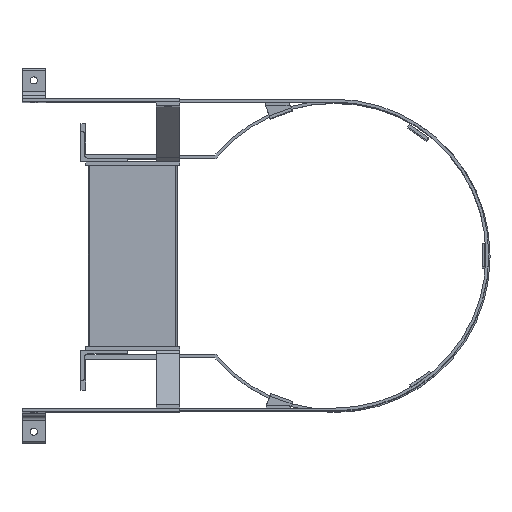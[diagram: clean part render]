
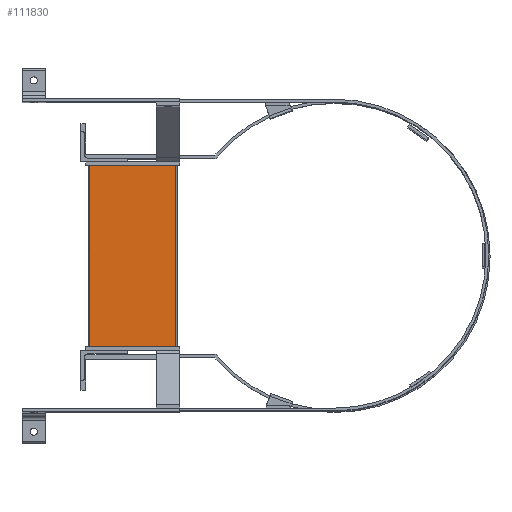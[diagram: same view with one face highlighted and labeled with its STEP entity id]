
A CAD part, top view. The second image highlights one B-rep face of the part: STEP entity #111830.
In plain terms, the highlighted face is planar.
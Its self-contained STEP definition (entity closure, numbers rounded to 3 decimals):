
#111830 = ADVANCED_FACE('',(#111831),#111845,.T.);
#111831 = FACE_BOUND('',#111832,.T.);
#111832 = EDGE_LOOP('',(#111833,#111856,#111872,#111888));
#111833 = ORIENTED_EDGE('',*,*,#111834,.F.);
#111834 = EDGE_CURVE('',#111835,#111837,#111839,.T.);
#111835 = VERTEX_POINT('',#111836);
#111836 = CARTESIAN_POINT('',(125.,192.,-388.));
#111837 = VERTEX_POINT('',#111838);
#111838 = CARTESIAN_POINT('',(125.,8.,-388.));
#111839 = SURFACE_CURVE('',#111840,(#111844),.PCURVE_S1.);
#111840 = LINE('',#111841,#111842);
#111841 = CARTESIAN_POINT('',(125.,192.,-388.));
#111842 = VECTOR('',#111843,1.);
#111843 = DIRECTION('',(0.,-1.,0.));
#111844 = PCURVE('',#111845,#111850);
#111845 = PLANE('',#111846);
#111846 = AXIS2_PLACEMENT_3D('',#111847,#111848,#111849);
#111847 = CARTESIAN_POINT('',(125.,100.,-196.));
#111848 = DIRECTION('',(1.,0.,0.));
#111849 = DIRECTION('',(0.,1.,0.));
#111850 = DEFINITIONAL_REPRESENTATION('',(#111851),#111855);
#111851 = LINE('',#111852,#111853);
#111852 = CARTESIAN_POINT('',(92.,-192.));
#111853 = VECTOR('',#111854,1.);
#111854 = DIRECTION('',(-1.,0.));
#111855 = ( GEOMETRIC_REPRESENTATION_CONTEXT(2) 
PARAMETRIC_REPRESENTATION_CONTEXT() REPRESENTATION_CONTEXT('2D SPACE',''
  ) );
#111856 = ORIENTED_EDGE('',*,*,#111857,.F.);
#111857 = EDGE_CURVE('',#111858,#111835,#111860,.T.);
#111858 = VERTEX_POINT('',#111859);
#111859 = CARTESIAN_POINT('',(125.,192.,-4.));
#111860 = SURFACE_CURVE('',#111861,(#111865),.PCURVE_S1.);
#111861 = LINE('',#111862,#111863);
#111862 = CARTESIAN_POINT('',(125.,192.,-4.));
#111863 = VECTOR('',#111864,1.);
#111864 = DIRECTION('',(0.,0.,-1.));
#111865 = PCURVE('',#111845,#111866);
#111866 = DEFINITIONAL_REPRESENTATION('',(#111867),#111871);
#111867 = LINE('',#111868,#111869);
#111868 = CARTESIAN_POINT('',(92.,192.));
#111869 = VECTOR('',#111870,1.);
#111870 = DIRECTION('',(0.,-1.));
#111871 = ( GEOMETRIC_REPRESENTATION_CONTEXT(2) 
PARAMETRIC_REPRESENTATION_CONTEXT() REPRESENTATION_CONTEXT('2D SPACE',''
  ) );
#111872 = ORIENTED_EDGE('',*,*,#111873,.F.);
#111873 = EDGE_CURVE('',#111874,#111858,#111876,.T.);
#111874 = VERTEX_POINT('',#111875);
#111875 = CARTESIAN_POINT('',(125.,8.,-4.));
#111876 = SURFACE_CURVE('',#111877,(#111881),.PCURVE_S1.);
#111877 = LINE('',#111878,#111879);
#111878 = CARTESIAN_POINT('',(125.,8.,-4.));
#111879 = VECTOR('',#111880,1.);
#111880 = DIRECTION('',(0.,1.,0.));
#111881 = PCURVE('',#111845,#111882);
#111882 = DEFINITIONAL_REPRESENTATION('',(#111883),#111887);
#111883 = LINE('',#111884,#111885);
#111884 = CARTESIAN_POINT('',(-92.,192.));
#111885 = VECTOR('',#111886,1.);
#111886 = DIRECTION('',(1.,0.));
#111887 = ( GEOMETRIC_REPRESENTATION_CONTEXT(2) 
PARAMETRIC_REPRESENTATION_CONTEXT() REPRESENTATION_CONTEXT('2D SPACE',''
  ) );
#111888 = ORIENTED_EDGE('',*,*,#111889,.T.);
#111889 = EDGE_CURVE('',#111874,#111837,#111890,.T.);
#111890 = SURFACE_CURVE('',#111891,(#111895),.PCURVE_S1.);
#111891 = LINE('',#111892,#111893);
#111892 = CARTESIAN_POINT('',(125.,8.,-4.));
#111893 = VECTOR('',#111894,1.);
#111894 = DIRECTION('',(0.,0.,-1.));
#111895 = PCURVE('',#111845,#111896);
#111896 = DEFINITIONAL_REPRESENTATION('',(#111897),#111901);
#111897 = LINE('',#111898,#111899);
#111898 = CARTESIAN_POINT('',(-92.,192.));
#111899 = VECTOR('',#111900,1.);
#111900 = DIRECTION('',(0.,-1.));
#111901 = ( GEOMETRIC_REPRESENTATION_CONTEXT(2) 
PARAMETRIC_REPRESENTATION_CONTEXT() REPRESENTATION_CONTEXT('2D SPACE',''
  ) );
